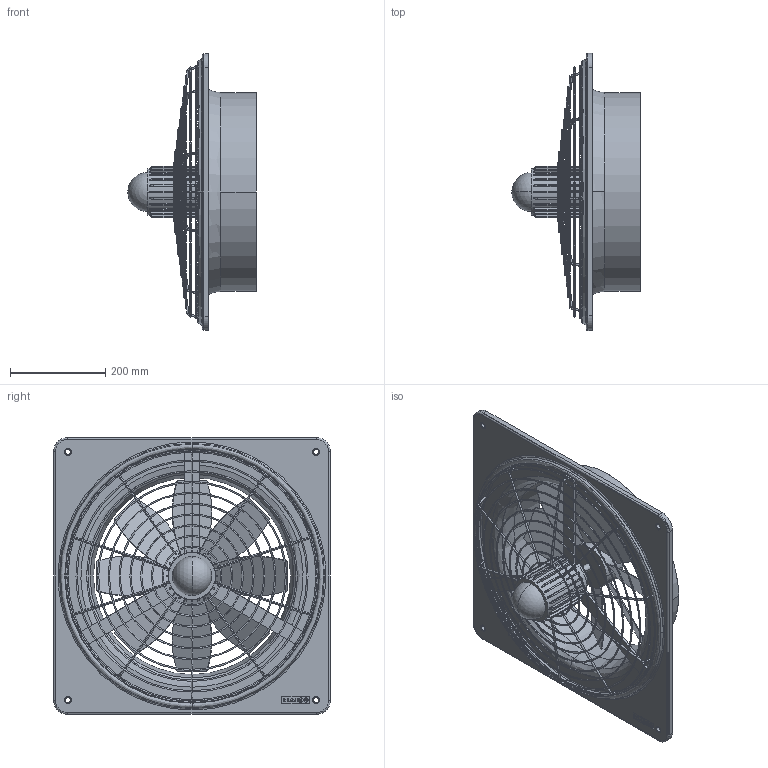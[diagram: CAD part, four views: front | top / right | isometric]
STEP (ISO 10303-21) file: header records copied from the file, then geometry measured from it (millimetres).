
FILE_DESCRIPTION (( 'STEP AP214' ), '1' );
FILE_NAME ('0083-0126.STEP', '2015-02-06T14:35:24', ( '' ), ( '' ), 'SwSTEP 2.0', 'SolidWorks 2013', '' );
FILE_SCHEMA (( 'AUTOMOTIVE_DESIGN' ));
Length unit declared in the file: millimetre
Products named in the file (1): 0083-0126
Bounding box: 269 x 580 x 580 mm (x, y, z)
Volume: 2662520.5 mm3; surface area: 1242865.5 mm2
Topology: 1 solids, 1 shells, 526 faces, 1677 edges, 1060 vertices
Faces by surface type: plane 188, cylinder 140, bspline 116, torus 48, cone 30, sphere 4
Entity records: 35613 total; most frequent: CARTESIAN_POINT 16125, ORIENTED_EDGE 3346, DIRECTION 2445, EDGE_CURVE 1673, VERTEX_POINT 1058, AXIS2_PLACEMENT_3D 947, EDGE_LOOP 669, B_SPLINE_CURVE_WITH_KNOTS 553
